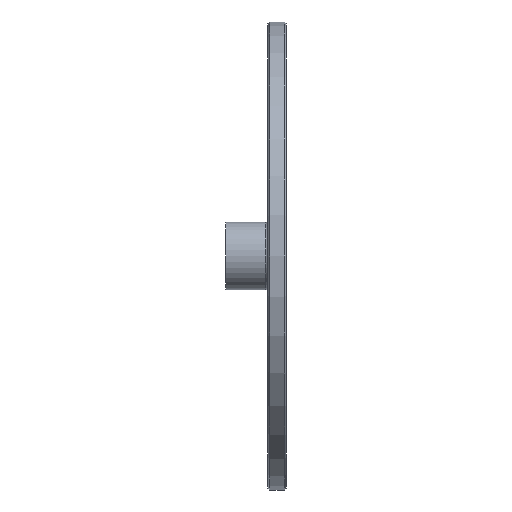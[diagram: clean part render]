
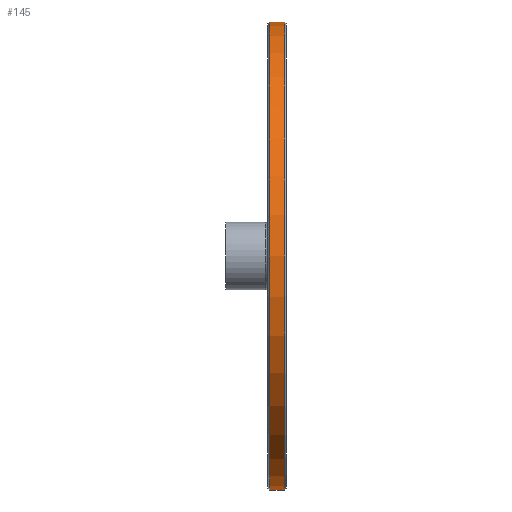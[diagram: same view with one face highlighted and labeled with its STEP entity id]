
A CAD part, left-side view. The second image highlights one B-rep face of the part: STEP entity #145.
In plain terms, the highlighted cylindrical face has radius 250 mm (diameter 500 mm), a partial arc.
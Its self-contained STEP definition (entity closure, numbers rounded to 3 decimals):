
#145 = ADVANCED_FACE ( 'NONE', ( #2457 ), #2110, .T. ) ;
#153 = CARTESIAN_POINT ( 'NONE',  ( 250., 8., 0. ) ) ;
#154 = EDGE_CURVE ( 'NONE', #2314, #2074, #2437, .T. ) ;
#162 = DIRECTION ( 'NONE',  ( 0., -1., 0. ) ) ;
#190 = EDGE_CURVE ( 'NONE', #683, #2074, #953, .T. ) ;
#352 = ORIENTED_EDGE ( 'NONE', *, *, #1317, .T. ) ;
#362 = ORIENTED_EDGE ( 'NONE', *, *, #190, .F. ) ;
#525 = VECTOR ( 'NONE', #1887, 1000. ) ;
#683 = VERTEX_POINT ( 'NONE', #1928 ) ;
#739 = ORIENTED_EDGE ( 'NONE', *, *, #2357, .T. ) ;
#746 = CARTESIAN_POINT ( 'NONE',  ( 250., 45.024, -250. ) ) ;
#825 = LINE ( 'NONE', #1604, #1992 ) ;
#920 = DIRECTION ( 'NONE',  ( 0., 0., 1. ) ) ;
#953 = LINE ( 'NONE', #746, #525 ) ;
#976 = AXIS2_PLACEMENT_3D ( 'NONE', #1866, #2091, #1694 ) ;
#1181 = EDGE_LOOP ( 'NONE', ( #362, #739, #352, #2127 ) ) ;
#1262 = CIRCLE ( 'NONE', #1702, 250. ) ;
#1317 = EDGE_CURVE ( 'NONE', #1947, #2314, #825, .T. ) ;
#1604 = CARTESIAN_POINT ( 'NONE',  ( 250., 45.024, 250. ) ) ;
#1617 = CARTESIAN_POINT ( 'NONE',  ( 250., -8., 250. ) ) ;
#1694 = DIRECTION ( 'NONE',  ( 0., 0., 1. ) ) ;
#1702 = AXIS2_PLACEMENT_3D ( 'NONE', #2198, #1836, #1996 ) ;
#1836 = DIRECTION ( 'NONE',  ( 0., 1., 0. ) ) ;
#1866 = CARTESIAN_POINT ( 'NONE',  ( 250., 45.024, 0. ) ) ;
#1887 = DIRECTION ( 'NONE',  ( 0., 1., 0. ) ) ;
#1928 = CARTESIAN_POINT ( 'NONE',  ( 250., -8., -250. ) ) ;
#1947 = VERTEX_POINT ( 'NONE', #1617 ) ;
#1992 = VECTOR ( 'NONE', #2169, 1000. ) ;
#1996 = DIRECTION ( 'NONE',  ( 0., 0., -1. ) ) ;
#2074 = VERTEX_POINT ( 'NONE', #2202 ) ;
#2091 = DIRECTION ( 'NONE',  ( 0., 1., 0. ) ) ;
#2110 = CYLINDRICAL_SURFACE ( 'NONE', #976, 250. ) ;
#2127 = ORIENTED_EDGE ( 'NONE', *, *, #154, .T. ) ;
#2169 = DIRECTION ( 'NONE',  ( 0., 1., 0. ) ) ;
#2198 = CARTESIAN_POINT ( 'NONE',  ( 250., -8., 0. ) ) ;
#2202 = CARTESIAN_POINT ( 'NONE',  ( 250., 8., -250. ) ) ;
#2314 = VERTEX_POINT ( 'NONE', #2365 ) ;
#2331 = AXIS2_PLACEMENT_3D ( 'NONE', #153, #162, #920 ) ;
#2357 = EDGE_CURVE ( 'NONE', #683, #1947, #1262, .T. ) ;
#2365 = CARTESIAN_POINT ( 'NONE',  ( 250., 8., 250. ) ) ;
#2437 = CIRCLE ( 'NONE', #2331, 250. ) ;
#2457 = FACE_OUTER_BOUND ( 'NONE', #1181, .T. ) ;
